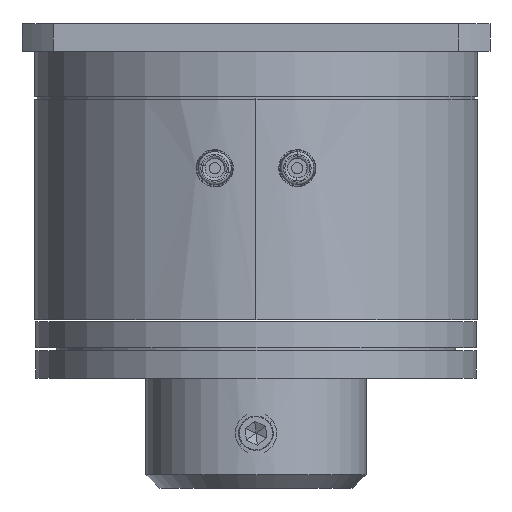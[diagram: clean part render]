
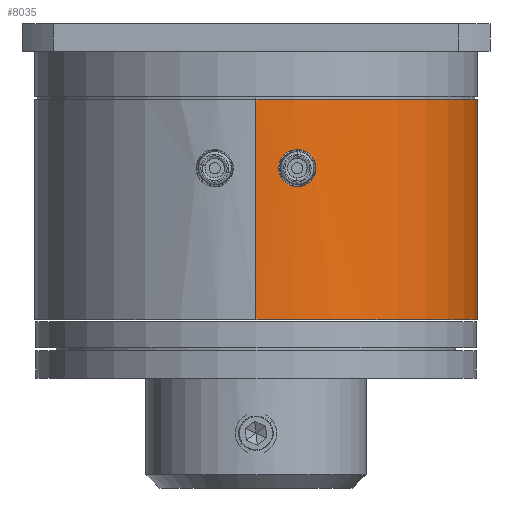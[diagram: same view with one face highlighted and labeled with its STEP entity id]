
A CAD part, front view. The second image highlights one B-rep face of the part: STEP entity #8035.
In plain terms, the highlighted cylindrical face has radius 16.1 mm (diameter 32.2 mm), a partial arc.
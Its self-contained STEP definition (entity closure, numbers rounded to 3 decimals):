
#48 = LINE ( 'NONE', #1479, #6746 ) ;
#129 = EDGE_CURVE ( 'NONE', #9366, #242, #4661, .T. ) ;
#170 = CARTESIAN_POINT ( 'NONE',  ( 1.83, -15.996, -9.821 ) ) ;
#182 = CARTESIAN_POINT ( 'NONE',  ( 0., 16.1, -5.5 ) ) ;
#242 = VERTEX_POINT ( 'NONE', #182 ) ;
#399 = CARTESIAN_POINT ( 'NONE',  ( 3.818, -15.641, -9.422 ) ) ;
#408 = VERTEX_POINT ( 'NONE', #3635 ) ;
#443 = CARTESIAN_POINT ( 'NONE',  ( 3., -15.818, -11.85 ) ) ;
#458 = CARTESIAN_POINT ( 'NONE',  ( 0., 0., -5.5 ) ) ;
#482 = DIRECTION ( 'NONE',  ( 0., -1., 0. ) ) ;
#572 = VERTEX_POINT ( 'NONE', #605 ) ;
#605 = CARTESIAN_POINT ( 'NONE',  ( 3., -15.818, -9.15 ) ) ;
#647 = CARTESIAN_POINT ( 'NONE',  ( 1.694, -16.011, -10.853 ) ) ;
#742 = VERTEX_POINT ( 'NONE', #8351 ) ;
#788 = ORIENTED_EDGE ( 'NONE', *, *, #9199, .F. ) ;
#792 = CARTESIAN_POINT ( 'NONE',  ( 2.173, -15.953, -9.418 ) ) ;
#855 = CARTESIAN_POINT ( 'NONE',  ( 0., 0., -21.5 ) ) ;
#1060 = CARTESIAN_POINT ( 'NONE',  ( 3.178, -15.784, -9.15 ) ) ;
#1095 = FACE_OUTER_BOUND ( 'NONE', #7230, .T. ) ;
#1189 = CARTESIAN_POINT ( 'NONE',  ( 0., 0., -5.5 ) ) ;
#1202 = CARTESIAN_POINT ( 'NONE',  ( 3.351, -15.748, -9.185 ) ) ;
#1308 = DIRECTION ( 'NONE',  ( 0., -1., 0. ) ) ;
#1357 = CARTESIAN_POINT ( 'NONE',  ( 3., -15.818, -11.85 ) ) ;
#1479 = CARTESIAN_POINT ( 'NONE',  ( 0., -16.1, -5.5 ) ) ;
#1599 = CARTESIAN_POINT ( 'NONE',  ( 2.324, -15.932, -9.318 ) ) ;
#1770 = CYLINDRICAL_SURFACE ( 'NONE', #8262, 16.1 ) ;
#1832 = CARTESIAN_POINT ( 'NONE',  ( 4.306, -15.514, -10.854 ) ) ;
#2262 = CARTESIAN_POINT ( 'NONE',  ( 1.928, -15.984, -9.675 ) ) ;
#2291 = DIRECTION ( 'NONE',  ( 0., 0., 1. ) ) ;
#2670 = EDGE_CURVE ( 'NONE', #408, #572, #8564, .T. ) ;
#2680 = CARTESIAN_POINT ( 'NONE',  ( 3.088, -15.801, -11.85 ) ) ;
#2896 = DIRECTION ( 'NONE',  ( 0., 0., 1. ) ) ;
#3273 = CARTESIAN_POINT ( 'NONE',  ( 4.28, -15.521, -10.939 ) ) ;
#3318 = CARTESIAN_POINT ( 'NONE',  ( 3.595, -15.694, -9.285 ) ) ;
#3454 = AXIS2_PLACEMENT_3D ( 'NONE', #458, #5567, #1308 ) ;
#3561 = CARTESIAN_POINT ( 'NONE',  ( 1.65, -16.015, -10.591 ) ) ;
#3635 = CARTESIAN_POINT ( 'NONE',  ( 3., -15.818, -11.85 ) ) ;
#3694 = ORIENTED_EDGE ( 'NONE', *, *, #2670, .T. ) ;
#3761 = LINE ( 'NONE', #6603, #5557 ) ;
#3819 = CARTESIAN_POINT ( 'NONE',  ( 0., -16.1, -5.5 ) ) ;
#3972 = AXIS2_PLACEMENT_3D ( 'NONE', #855, #2291, #4630 ) ;
#3984 = CARTESIAN_POINT ( 'NONE',  ( 4.075, -15.576, -9.664 ) ) ;
#4011 = DIRECTION ( 'NONE',  ( 0., 0., 1. ) ) ;
#4023 = CARTESIAN_POINT ( 'NONE',  ( 3., -15.818, -9.15 ) ) ;
#4069 = CARTESIAN_POINT ( 'NONE',  ( 4.177, -15.549, -11.185 ) ) ;
#4126 = CARTESIAN_POINT ( 'NONE',  ( 3.432, -15.73, -11.782 ) ) ;
#4282 = CARTESIAN_POINT ( 'NONE',  ( 1.72, -16.008, -10.939 ) ) ;
#4630 = DIRECTION ( 'NONE',  ( 0., -1., 0. ) ) ;
#4661 = CIRCLE ( 'NONE', #3454, 16.1 ) ;
#4820 = EDGE_CURVE ( 'NONE', #572, #408, #6818, .T. ) ;
#4990 = CARTESIAN_POINT ( 'NONE',  ( 1.925, -15.985, -11.335 ) ) ;
#5064 = ORIENTED_EDGE ( 'NONE', *, *, #6543, .T. ) ;
#5413 = CARTESIAN_POINT ( 'NONE',  ( 4.35, -15.501, -10.588 ) ) ;
#5485 = EDGE_LOOP ( 'NONE', ( #7291, #3694 ) ) ;
#5504 = CARTESIAN_POINT ( 'NONE',  ( 3.887, -15.624, -9.479 ) ) ;
#5557 = VECTOR ( 'NONE', #2896, 1000. ) ;
#5567 = DIRECTION ( 'NONE',  ( 0., 0., 1. ) ) ;
#5704 = CARTESIAN_POINT ( 'NONE',  ( 2.326, -15.932, -11.683 ) ) ;
#5804 = CARTESIAN_POINT ( 'NONE',  ( 1.985, -15.977, -9.605 ) ) ;
#5973 = CARTESIAN_POINT ( 'NONE',  ( 2.648, -15.882, -9.185 ) ) ;
#6107 = CARTESIAN_POINT ( 'NONE',  ( 4.176, -15.549, -9.814 ) ) ;
#6158 = CARTESIAN_POINT ( 'NONE',  ( 3.348, -15.748, -11.807 ) ) ;
#6230 = CIRCLE ( 'NONE', #3972, 16.1 ) ;
#6401 = ORIENTED_EDGE ( 'NONE', *, *, #8689, .T. ) ;
#6543 = EDGE_CURVE ( 'NONE', #742, #8172, #6230, .T. ) ;
#6603 = CARTESIAN_POINT ( 'NONE',  ( 0., 16.1, -5.5 ) ) ;
#6746 = VECTOR ( 'NONE', #7274, 1000. ) ;
#6818 = B_SPLINE_CURVE_WITH_KNOTS ( 'NONE', 3,
 ( #4023, #1060, #1202, #3318, #6915, #399, #5504, #3984, #6107, #8300, #7625, #5413, #7010, #1832, #3273, #4069, #9114, #8390, #7670, #4126, #6158, #7525, #2680, #443 ),
 .UNSPECIFIED., .F., .F.,
 ( 4, 2, 2, 2, 2, 2, 2, 2, 2, 2, 2, 4 ),
 ( 0., 0.001, 0.001, 0.001, 0.002, 0.002, 0.002, 0.003, 0.003, 0.004, 0.004, 0.004 ),
 .UNSPECIFIED. ) ;
#6915 = CARTESIAN_POINT ( 'NONE',  ( 3.672, -15.676, -9.326 ) ) ;
#7010 = CARTESIAN_POINT ( 'NONE',  ( 4.341, -15.504, -10.679 ) ) ;
#7164 = CARTESIAN_POINT ( 'NONE',  ( 1.659, -16.014, -10.679 ) ) ;
#7230 = EDGE_LOOP ( 'NONE', ( #5064, #6401, #9254, #788 ) ) ;
#7274 = DIRECTION ( 'NONE',  ( 0., 0., 1. ) ) ;
#7291 = ORIENTED_EDGE ( 'NONE', *, *, #4820, .T. ) ;
#7352 = CARTESIAN_POINT ( 'NONE',  ( 2.824, -15.851, -9.15 ) ) ;
#7393 = CARTESIAN_POINT ( 'NONE',  ( 3., -15.818, -9.15 ) ) ;
#7525 = CARTESIAN_POINT ( 'NONE',  ( 3.177, -15.784, -11.841 ) ) ;
#7625 = CARTESIAN_POINT ( 'NONE',  ( 4.35, -15.501, -10.321 ) ) ;
#7670 = CARTESIAN_POINT ( 'NONE',  ( 3.675, -15.676, -11.682 ) ) ;
#7775 = CARTESIAN_POINT ( 'NONE',  ( 2.65, -15.881, -11.815 ) ) ;
#7870 = CARTESIAN_POINT ( 'NONE',  ( 1.823, -15.997, -11.185 ) ) ;
#7987 = CARTESIAN_POINT ( 'NONE',  ( 1.788, -16., -9.899 ) ) ;
#8035 = ADVANCED_FACE ( 'NONE', ( #8426, #1095 ), #1770, .T. ) ;
#8064 = CARTESIAN_POINT ( 'NONE',  ( 0., 16.1, -21.5 ) ) ;
#8172 = VERTEX_POINT ( 'NONE', #8064 ) ;
#8262 = AXIS2_PLACEMENT_3D ( 'NONE', #1189, #4011, #482 ) ;
#8300 = CARTESIAN_POINT ( 'NONE',  ( 4.313, -15.512, -10.141 ) ) ;
#8351 = CARTESIAN_POINT ( 'NONE',  ( 0., -16.1, -21.5 ) ) ;
#8390 = CARTESIAN_POINT ( 'NONE',  ( 3.824, -15.64, -11.584 ) ) ;
#8426 = FACE_BOUND ( 'NONE', #5485, .T. ) ;
#8492 = CARTESIAN_POINT ( 'NONE',  ( 2.826, -15.851, -11.85 ) ) ;
#8564 = B_SPLINE_CURVE_WITH_KNOTS ( 'NONE', 3,
 ( #1357, #8492, #7775, #5704, #8588, #4990, #7870, #4282, #647, #7164, #3561, #9348, #9392, #7987, #170, #2262, #5804, #792, #1599, #5973, #7352, #7393 ),
 .UNSPECIFIED., .F., .F.,
 ( 4, 2, 2, 2, 2, 2, 2, 2, 2, 2, 4 ),
 ( 0.004, 0.005, 0.005, 0.006, 0.006, 0.006, 0.007, 0.007, 0.007, 0.008, 0.009 ),
 .UNSPECIFIED. ) ;
#8588 = CARTESIAN_POINT ( 'NONE',  ( 2.175, -15.953, -11.583 ) ) ;
#8689 = EDGE_CURVE ( 'NONE', #8172, #242, #3761, .T. ) ;
#9114 = CARTESIAN_POINT ( 'NONE',  ( 4.076, -15.576, -11.334 ) ) ;
#9199 = EDGE_CURVE ( 'NONE', #742, #9366, #48, .T. ) ;
#9254 = ORIENTED_EDGE ( 'NONE', *, *, #129, .F. ) ;
#9348 = CARTESIAN_POINT ( 'NONE',  ( 1.65, -16.015, -10.323 ) ) ;
#9366 = VERTEX_POINT ( 'NONE', #3819 ) ;
#9392 = CARTESIAN_POINT ( 'NONE',  ( 1.685, -16.012, -10.146 ) ) ;
